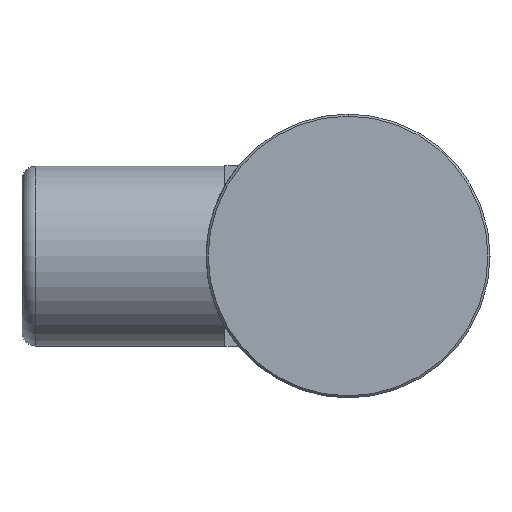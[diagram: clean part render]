
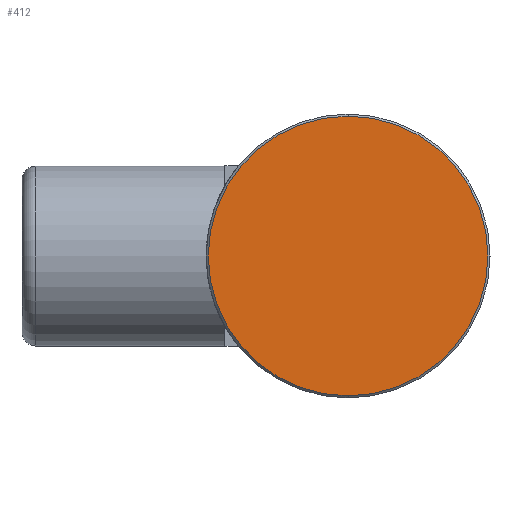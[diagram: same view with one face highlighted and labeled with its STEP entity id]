
A CAD part, left-side view. The second image highlights one B-rep face of the part: STEP entity #412.
In plain terms, the highlighted planar face has unit normal (-1, 0, 0).
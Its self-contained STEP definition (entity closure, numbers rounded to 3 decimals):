
#28 = CARTESIAN_POINT ( 'NONE',  ( 0., 0., 0. ) ) ;
#55 = FACE_OUTER_BOUND ( 'NONE', #647, .T. ) ;
#149 = VERTEX_POINT ( 'NONE', #235 ) ;
#209 = VERTEX_POINT ( 'NONE', #335 ) ;
#211 = CARTESIAN_POINT ( 'NONE',  ( 0., 0., 0. ) ) ;
#222 = AXIS2_PLACEMENT_3D ( 'NONE', #28, #338, #263 ) ;
#235 = CARTESIAN_POINT ( 'NONE',  ( 0., 0., -20.2 ) ) ;
#263 = DIRECTION ( 'NONE',  ( 0., 0., 1. ) ) ;
#286 = DIRECTION ( 'NONE',  ( 1., 0., 0. ) ) ;
#288 = EDGE_CURVE ( 'NONE', #149, #209, #381, .T. ) ;
#335 = CARTESIAN_POINT ( 'NONE',  ( 0., 0., 20.2 ) ) ;
#337 = AXIS2_PLACEMENT_3D ( 'NONE', #423, #663, #980 ) ;
#338 = DIRECTION ( 'NONE',  ( -1., 0., 0. ) ) ;
#365 = CIRCLE ( 'NONE', #337, 20.2 ) ;
#381 = CIRCLE ( 'NONE', #222, 20.2 ) ;
#412 = ADVANCED_FACE ( 'NONE', ( #55 ), #774, .F. ) ;
#423 = CARTESIAN_POINT ( 'NONE',  ( 0., 0., 0. ) ) ;
#514 = DIRECTION ( 'NONE',  ( 0., 0., -1. ) ) ;
#621 = EDGE_CURVE ( 'NONE', #209, #149, #365, .T. ) ;
#623 = ORIENTED_EDGE ( 'NONE', *, *, #288, .T. ) ;
#647 = EDGE_LOOP ( 'NONE', ( #623, #777 ) ) ;
#663 = DIRECTION ( 'NONE',  ( -1., 0., 0. ) ) ;
#774 = PLANE ( 'NONE',  #982 ) ;
#777 = ORIENTED_EDGE ( 'NONE', *, *, #621, .T. ) ;
#980 = DIRECTION ( 'NONE',  ( 0., 0., 1. ) ) ;
#982 = AXIS2_PLACEMENT_3D ( 'NONE', #211, #286, #514 ) ;
